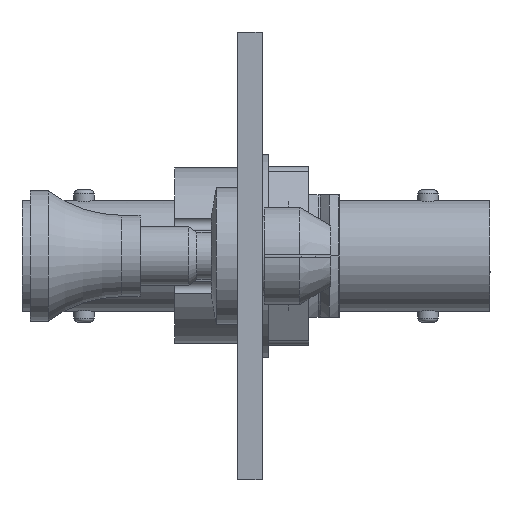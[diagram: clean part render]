
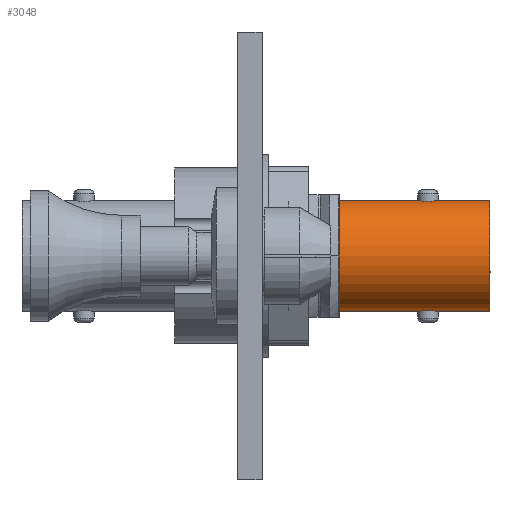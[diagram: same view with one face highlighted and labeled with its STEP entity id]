
A CAD part, left-side view. The second image highlights one B-rep face of the part: STEP entity #3048.
In plain terms, the highlighted cylindrical face has radius 3.467 mm (diameter 6.934 mm), a partial arc.
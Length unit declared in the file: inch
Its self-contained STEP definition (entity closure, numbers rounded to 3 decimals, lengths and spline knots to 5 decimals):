
#2992 = EDGE_LOOP ( 'NONE', ( #2993, #3067, #3125, #3099, #3128, #3068, #2994, #3126 ) ) ;
#2993 = ORIENTED_EDGE ( 'NONE', *, *, #3106, .T. ) ;
#2994 = ORIENTED_EDGE ( 'NONE', *, *, #3042, .T. ) ;
#3042 = EDGE_CURVE ( 'NONE', #3130, #3043, #5643, .T. ) ;
#3043 = VERTEX_POINT ( 'NONE', #5644 ) ;
#3048 = ADVANCED_FACE ( 'Face1', ( #5637 ), #5636, .T. ) ;
#3050 = VERTEX_POINT ( 'NONE', #5694 ) ;
#3067 = ORIENTED_EDGE ( 'NONE', *, *, #3096, .T. ) ;
#3068 = ORIENTED_EDGE ( 'NONE', *, *, #3069, .F. ) ;
#3069 = EDGE_CURVE ( 'NONE', #3130, #3129, #5764, .T. ) ;
#3070 = VERTEX_POINT ( 'NONE', #5857 ) ;
#3071 = VERTEX_POINT ( 'NONE', #5856 ) ;
#3072 = EDGE_CURVE ( 'NONE', #3079, #3070, #5866, .T. ) ;
#3078 = EDGE_CURVE ( 'NONE', #3107, #3043, #5745, .T. ) ;
#3079 = VERTEX_POINT ( 'NONE', #5741 ) ;
#3095 = EDGE_CURVE ( 'NONE', #3129, #3071, #5825, .T. ) ;
#3096 = EDGE_CURVE ( 'NONE', #3050, #3079, #5820, .T. ) ;
#3099 = ORIENTED_EDGE ( 'NONE', *, *, #3100, .T. ) ;
#3100 = EDGE_CURVE ( 'NONE', #3070, #3071, #5723, .T. ) ;
#3106 = EDGE_CURVE ( 'NONE', #3107, #3050, #5831, .T. ) ;
#3107 = VERTEX_POINT ( 'NONE', #5796 ) ;
#3125 = ORIENTED_EDGE ( 'NONE', *, *, #3072, .T. ) ;
#3126 = ORIENTED_EDGE ( 'NONE', *, *, #3078, .F. ) ;
#3128 = ORIENTED_EDGE ( 'NONE', *, *, #3095, .F. ) ;
#3129 = VERTEX_POINT ( 'NONE', #5881 ) ;
#3130 = VERTEX_POINT ( 'NONE', #5783 ) ;
#5610 = CARTESIAN_POINT ( 'NONE',  ( 0.1365, 0., 0.3975 ) ) ;
#5611 = CARTESIAN_POINT ( 'NONE',  ( 0.1365, 0.00662, 0.3975 ) ) ;
#5612 = CARTESIAN_POINT ( 'NONE',  ( 0.13595, 0.01309, 0.40023 ) ) ;
#5613 = CARTESIAN_POINT ( 'NONE',  ( 0.13475, 0.02228, 0.40944 ) ) ;
#5632 = DIRECTION ( 'NONE',  ( 1., 0., 0. ) ) ;
#5633 = DIRECTION ( 'NONE',  ( 0., 0., 1. ) ) ;
#5634 = CARTESIAN_POINT ( 'NONE',  ( 0., 0., 0. ) ) ;
#5635 = AXIS2_PLACEMENT_3D ( 'NONE', #5634, #5633, #5632 ) ;
#5636 = CYLINDRICAL_SURFACE ( 'NONE', #5635, 0.1365 ) ;
#5637 = FACE_OUTER_BOUND ( 'NONE', #2992, .T. ) ;
#5643 = B_SPLINE_CURVE_WITH_KNOTS ( 'NONE', 3,
 ( #5679, #5678, #5677, #5676, #5675, #5674, #5613, #5612, #5611, #5610 ),
 .UNSPECIFIED., .F., .F.,
 ( 4, 2, 2, 2, 4 ),
 ( 0.00199, 0.00249, 0.00298, 0.00348, 0.00398 ),
 .UNSPECIFIED. ) ;
#5644 = CARTESIAN_POINT ( 'NONE',  ( 0.1365, 0., 0.3975 ) ) ;
#5674 = CARTESIAN_POINT ( 'NONE',  ( 0.13419, 0.025, 0.41591 ) ) ;
#5675 = CARTESIAN_POINT ( 'NONE',  ( 0.13419, 0.025, 0.42912 ) ) ;
#5676 = CARTESIAN_POINT ( 'NONE',  ( 0.13475, 0.02228, 0.43558 ) ) ;
#5677 = CARTESIAN_POINT ( 'NONE',  ( 0.13595, 0.01306, 0.44479 ) ) ;
#5678 = CARTESIAN_POINT ( 'NONE',  ( 0.1365, 0.00653, 0.4475 ) ) ;
#5679 = CARTESIAN_POINT ( 'NONE',  ( 0.1365, 0., 0.4475 ) ) ;
#5694 = CARTESIAN_POINT ( 'NONE',  ( -0.1365, 0., 0.205 ) ) ;
#5720 = DIRECTION ( 'NONE',  ( 0., 0., 1. ) ) ;
#5721 = VECTOR ( 'NONE', #5720, 39.37008 ) ;
#5722 = CARTESIAN_POINT ( 'NONE',  ( -0.1365, 0., 0. ) ) ;
#5723 = LINE ( 'NONE', #5722, #5721 ) ;
#5729 = DIRECTION ( 'NONE',  ( 0., 0., 1. ) ) ;
#5730 = VECTOR ( 'NONE', #5729, 39.37008 ) ;
#5741 = CARTESIAN_POINT ( 'NONE',  ( -0.1365, 0., 0.3975 ) ) ;
#5742 = DIRECTION ( 'NONE',  ( 0., 0., 1. ) ) ;
#5743 = VECTOR ( 'NONE', #5742, 39.37008 ) ;
#5744 = CARTESIAN_POINT ( 'NONE',  ( 0.1365, 0., 0. ) ) ;
#5745 = LINE ( 'NONE', #5744, #5743 ) ;
#5761 = DIRECTION ( 'NONE',  ( 0., 0., 1. ) ) ;
#5762 = VECTOR ( 'NONE', #5761, 39.37008 ) ;
#5763 = CARTESIAN_POINT ( 'NONE',  ( 0.1365, 0., 0. ) ) ;
#5764 = LINE ( 'NONE', #5763, #5762 ) ;
#5783 = CARTESIAN_POINT ( 'NONE',  ( 0.1365, 0., 0.4475 ) ) ;
#5796 = CARTESIAN_POINT ( 'NONE',  ( 0.1365, 0., 0.205 ) ) ;
#5797 = DIRECTION ( 'NONE',  ( 1., 0., 0. ) ) ;
#5798 = DIRECTION ( 'NONE',  ( 0., 0., 1. ) ) ;
#5799 = CARTESIAN_POINT ( 'NONE',  ( 0., 0., 0.205 ) ) ;
#5814 = CARTESIAN_POINT ( 'NONE',  ( -0.1365, 0., 0.4475 ) ) ;
#5815 = CARTESIAN_POINT ( 'NONE',  ( -0.1365, 0.00662, 0.4475 ) ) ;
#5816 = CARTESIAN_POINT ( 'NONE',  ( -0.13595, 0.01309, 0.44477 ) ) ;
#5817 = CARTESIAN_POINT ( 'NONE',  ( -0.13475, 0.02228, 0.43556 ) ) ;
#5818 = CARTESIAN_POINT ( 'NONE',  ( -0.13419, 0.025, 0.42909 ) ) ;
#5819 = CARTESIAN_POINT ( 'NONE',  ( -0.13419, 0.025, 0.41588 ) ) ;
#5820 = LINE ( 'NONE', #5826, #5730 ) ;
#5821 = DIRECTION ( 'NONE',  ( 1., 0., 0. ) ) ;
#5822 = DIRECTION ( 'NONE',  ( 0., 0., 1. ) ) ;
#5823 = CARTESIAN_POINT ( 'NONE',  ( 0., 0., 0.575 ) ) ;
#5824 = AXIS2_PLACEMENT_3D ( 'NONE', #5823, #5822, #5821 ) ;
#5825 = CIRCLE ( 'NONE', #5824, 0.1365 ) ;
#5826 = CARTESIAN_POINT ( 'NONE',  ( -0.1365, 0., 0. ) ) ;
#5830 = AXIS2_PLACEMENT_3D ( 'NONE', #5799, #5798, #5797 ) ;
#5831 = CIRCLE ( 'NONE', #5830, 0.1365 ) ;
#5837 = CARTESIAN_POINT ( 'NONE',  ( -0.13475, 0.02228, 0.40942 ) ) ;
#5838 = CARTESIAN_POINT ( 'NONE',  ( -0.13595, 0.01306, 0.40021 ) ) ;
#5856 = CARTESIAN_POINT ( 'NONE',  ( -0.1365, 0., 0.575 ) ) ;
#5857 = CARTESIAN_POINT ( 'NONE',  ( -0.1365, 0., 0.4475 ) ) ;
#5866 = B_SPLINE_CURVE_WITH_KNOTS ( 'NONE', 3,
 ( #5868, #5867, #5838, #5837, #5819, #5818, #5817, #5816, #5815, #5814 ),
 .UNSPECIFIED., .F., .F.,
 ( 4, 2, 2, 2, 4 ),
 ( 0.00199, 0.00249, 0.00298, 0.00348, 0.00398 ),
 .UNSPECIFIED. ) ;
#5867 = CARTESIAN_POINT ( 'NONE',  ( -0.1365, 0.00653, 0.3975 ) ) ;
#5868 = CARTESIAN_POINT ( 'NONE',  ( -0.1365, 0., 0.3975 ) ) ;
#5881 = CARTESIAN_POINT ( 'NONE',  ( 0.1365, 0., 0.575 ) ) ;
